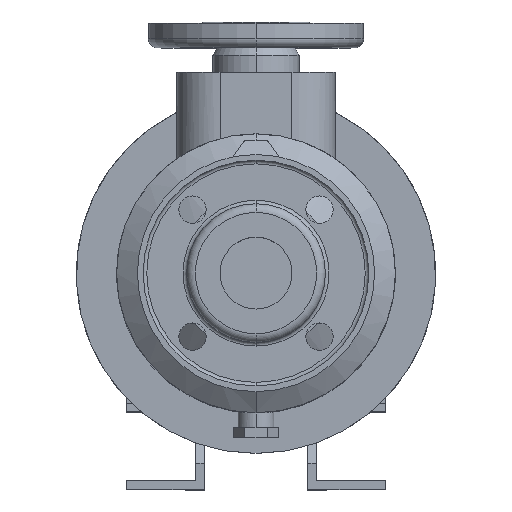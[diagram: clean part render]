
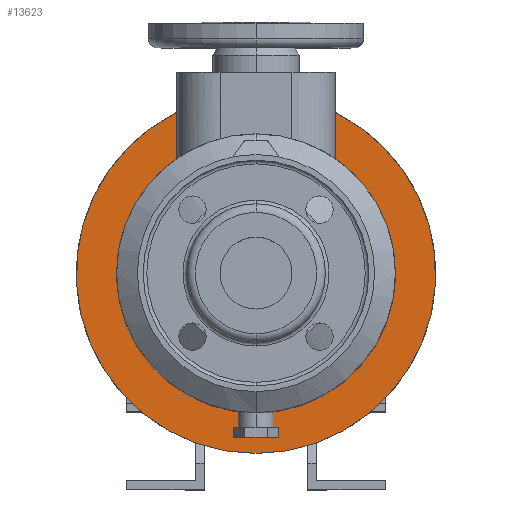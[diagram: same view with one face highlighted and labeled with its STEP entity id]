
A CAD part, top view. The second image highlights one B-rep face of the part: STEP entity #13623.
In plain terms, the highlighted planar face has unit normal (0, 0, 1).
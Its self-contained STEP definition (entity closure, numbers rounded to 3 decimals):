
#131 = DIRECTION ( 'NONE',  ( 0., 0., 1. ) ) ;
#195 = CARTESIAN_POINT ( 'NONE',  ( 0., -97., -43. ) ) ;
#953 = AXIS2_PLACEMENT_3D ( 'NONE', #7544, #6493, #9793 ) ;
#989 = EDGE_CURVE ( 'NONE', #11636, #8759, #4299, .T. ) ;
#1091 = AXIS2_PLACEMENT_3D ( 'NONE', #8216, #7302, #10393 ) ;
#1328 = LINE ( 'NONE', #5448, #5852 ) ;
#1491 = AXIS2_PLACEMENT_3D ( 'NONE', #12436, #12149, #6825 ) ;
#1532 = VERTEX_POINT ( 'NONE', #195 ) ;
#2641 = CARTESIAN_POINT ( 'NONE',  ( -55., 112.25, -43. ) ) ;
#2870 = LINE ( 'NONE', #13515, #4505 ) ;
#2970 = EDGE_CURVE ( 'NONE', #8759, #4671, #4978, .T. ) ;
#3255 = DIRECTION ( 'NONE',  ( 0., 0., 1. ) ) ;
#3562 = CARTESIAN_POINT ( 'NONE',  ( 55., 112.25, -43. ) ) ;
#4299 = CIRCLE ( 'NONE', #953, 125. ) ;
#4505 = VECTOR ( 'NONE', #4819, 1000. ) ;
#4519 = DIRECTION ( 'NONE',  ( 0., -1., 0. ) ) ;
#4671 = VERTEX_POINT ( 'NONE', #3562 ) ;
#4819 = DIRECTION ( 'NONE',  ( 0., 1., 0. ) ) ;
#4836 = VERTEX_POINT ( 'NONE', #12671 ) ;
#4916 = PLANE ( 'NONE',  #1091 ) ;
#4978 = CIRCLE ( 'NONE', #11691, 125. ) ;
#5043 = EDGE_CURVE ( 'NONE', #4836, #11636, #1328, .T. ) ;
#5448 = CARTESIAN_POINT ( 'NONE',  ( -55., -125.002, -43. ) ) ;
#5575 = DIRECTION ( 'NONE',  ( 0., 1., 0. ) ) ;
#5717 = CARTESIAN_POINT ( 'NONE',  ( 0., -125., -43. ) ) ;
#5849 = EDGE_CURVE ( 'NONE', #13093, #4671, #2870, .T. ) ;
#5852 = VECTOR ( 'NONE', #5575, 1000. ) ;
#5897 = ORIENTED_EDGE ( 'NONE', *, *, #5043, .T. ) ;
#6493 = DIRECTION ( 'NONE',  ( 0., 0., 1. ) ) ;
#6825 = DIRECTION ( 'NONE',  ( 0., -1., 0. ) ) ;
#7302 = DIRECTION ( 'NONE',  ( 0., 0., -1. ) ) ;
#7313 = CARTESIAN_POINT ( 'NONE',  ( 0., 0., -43. ) ) ;
#7375 = DIRECTION ( 'NONE',  ( 0., -1., 0. ) ) ;
#7544 = CARTESIAN_POINT ( 'NONE',  ( 0., 0., -43. ) ) ;
#7910 = ORIENTED_EDGE ( 'NONE', *, *, #989, .T. ) ;
#8199 = CIRCLE ( 'NONE', #1491, 97. ) ;
#8216 = CARTESIAN_POINT ( 'NONE',  ( 0., 97., -43. ) ) ;
#8277 = FACE_OUTER_BOUND ( 'NONE', #13351, .T. ) ;
#8700 = ORIENTED_EDGE ( 'NONE', *, *, #2970, .T. ) ;
#8759 = VERTEX_POINT ( 'NONE', #5717 ) ;
#9295 = ORIENTED_EDGE ( 'NONE', *, *, #10328, .F. ) ;
#9307 = CIRCLE ( 'NONE', #10427, 97. ) ;
#9793 = DIRECTION ( 'NONE',  ( 0., -1., 0. ) ) ;
#10328 = EDGE_CURVE ( 'NONE', #4836, #1532, #9307, .T. ) ;
#10393 = DIRECTION ( 'NONE',  ( 0., 1., 0. ) ) ;
#10427 = AXIS2_PLACEMENT_3D ( 'NONE', #12867, #131, #4519 ) ;
#10517 = EDGE_CURVE ( 'NONE', #1532, #13093, #8199, .T. ) ;
#11636 = VERTEX_POINT ( 'NONE', #2641 ) ;
#11691 = AXIS2_PLACEMENT_3D ( 'NONE', #7313, #3255, #7375 ) ;
#11697 = CARTESIAN_POINT ( 'NONE',  ( 55., 79.9, -43. ) ) ;
#11852 = ORIENTED_EDGE ( 'NONE', *, *, #5849, .F. ) ;
#12149 = DIRECTION ( 'NONE',  ( 0., 0., 1. ) ) ;
#12436 = CARTESIAN_POINT ( 'NONE',  ( 0., 0., -43. ) ) ;
#12671 = CARTESIAN_POINT ( 'NONE',  ( -55., 79.9, -43. ) ) ;
#12867 = CARTESIAN_POINT ( 'NONE',  ( 0., 0., -43. ) ) ;
#13093 = VERTEX_POINT ( 'NONE', #11697 ) ;
#13351 = EDGE_LOOP ( 'NONE', ( #11852, #13852, #9295, #5897, #7910, #8700 ) ) ;
#13515 = CARTESIAN_POINT ( 'NONE',  ( 55., -125.002, -43. ) ) ;
#13623 = ADVANCED_FACE ( 'NONE', ( #8277 ), #4916, .F. ) ;
#13852 = ORIENTED_EDGE ( 'NONE', *, *, #10517, .F. ) ;
